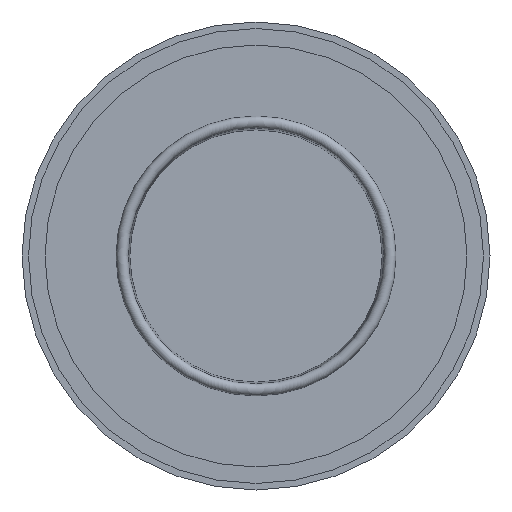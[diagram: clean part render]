
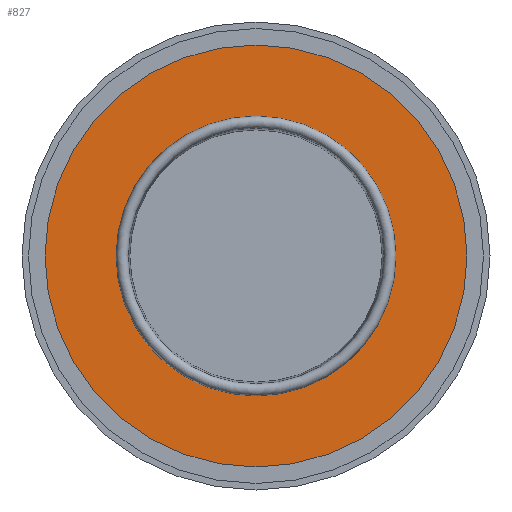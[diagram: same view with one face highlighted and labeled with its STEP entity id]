
A CAD part, front view. The second image highlights one B-rep face of the part: STEP entity #827.
In plain terms, the highlighted planar face has unit normal (0, -1, 0).
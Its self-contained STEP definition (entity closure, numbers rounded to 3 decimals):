
#33 = CARTESIAN_POINT ( 'NONE',  ( 0., -12., 0. ) ) ;
#94 = CARTESIAN_POINT ( 'NONE',  ( 0., -12., 81.15 ) ) ;
#181 = ORIENTED_EDGE ( 'NONE', *, *, #756, .F. ) ;
#264 = EDGE_LOOP ( 'NONE', ( #181 ) ) ;
#278 = CARTESIAN_POINT ( 'NONE',  ( 0., -12., 0. ) ) ;
#297 = CARTESIAN_POINT ( 'NONE',  ( 0., -12., 53.5 ) ) ;
#322 = AXIS2_PLACEMENT_3D ( 'NONE', #33, #509, #374 ) ;
#327 = EDGE_LOOP ( 'NONE', ( #554 ) ) ;
#334 = DIRECTION ( 'NONE',  ( 0., 0., 1. ) ) ;
#374 = DIRECTION ( 'NONE',  ( 0., 0., 1. ) ) ;
#438 = EDGE_CURVE ( 'NONE', #785, #785, #542, .T. ) ;
#490 = PLANE ( 'NONE',  #812 ) ;
#509 = DIRECTION ( 'NONE',  ( 0., 1., 0. ) ) ;
#542 = CIRCLE ( 'NONE', #738, 53.5 ) ;
#554 = ORIENTED_EDGE ( 'NONE', *, *, #438, .T. ) ;
#573 = DIRECTION ( 'NONE',  ( 0., -1., 0. ) ) ;
#589 = CARTESIAN_POINT ( 'NONE',  ( 53.5, -12., 0. ) ) ;
#605 = DIRECTION ( 'NONE',  ( 0., 0., -1. ) ) ;
#629 = FACE_OUTER_BOUND ( 'NONE', #264, .T. ) ;
#668 = FACE_BOUND ( 'NONE', #327, .T. ) ;
#738 = AXIS2_PLACEMENT_3D ( 'NONE', #278, #759, #334 ) ;
#754 = VERTEX_POINT ( 'NONE', #94 ) ;
#756 = EDGE_CURVE ( 'NONE', #754, #754, #813, .T. ) ;
#759 = DIRECTION ( 'NONE',  ( 0., 1., 0. ) ) ;
#785 = VERTEX_POINT ( 'NONE', #297 ) ;
#812 = AXIS2_PLACEMENT_3D ( 'NONE', #589, #573, #605 ) ;
#813 = CIRCLE ( 'NONE', #322, 81.15 ) ;
#827 = ADVANCED_FACE ( 'NONE', ( #668, #629 ), #490, .T. ) ;
